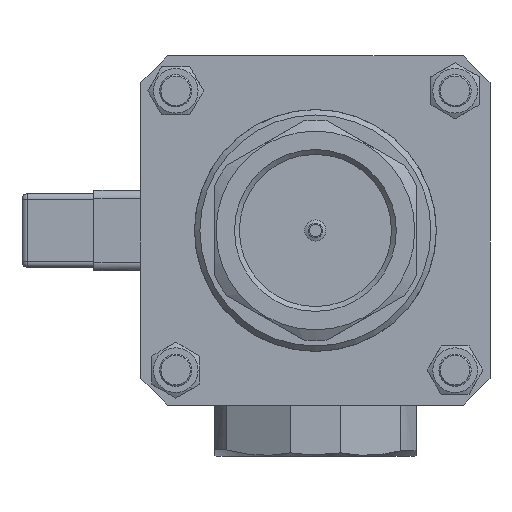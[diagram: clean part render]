
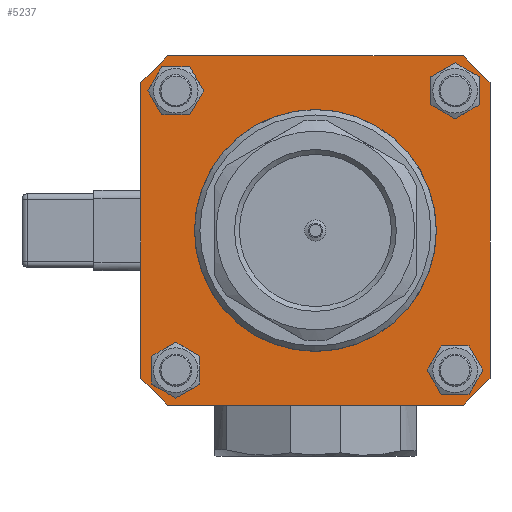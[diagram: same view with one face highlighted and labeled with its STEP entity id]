
A CAD part, front view. The second image highlights one B-rep face of the part: STEP entity #5237.
In plain terms, the highlighted planar face has unit normal (0, -1, 0).
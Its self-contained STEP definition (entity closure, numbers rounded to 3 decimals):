
#234=FACE_BOUND('',#1715,.T.);
#235=FACE_BOUND('',#1716,.T.);
#236=FACE_BOUND('',#1717,.T.);
#237=FACE_BOUND('',#1718,.T.);
#238=FACE_BOUND('',#1719,.T.);
#492=LINE('',#8453,#848);
#493=LINE('',#8455,#849);
#494=LINE('',#8457,#850);
#495=LINE('',#8459,#851);
#496=LINE('',#8461,#852);
#497=LINE('',#8463,#853);
#498=LINE('',#8465,#854);
#499=LINE('',#8466,#855);
#848=VECTOR('',#6536,110.);
#849=VECTOR('',#6537,14.142);
#850=VECTOR('',#6538,110.);
#851=VECTOR('',#6539,14.142);
#852=VECTOR('',#6540,110.);
#853=VECTOR('',#6541,14.142);
#854=VECTOR('',#6542,110.);
#855=VECTOR('',#6543,14.142);
#1300=FACE_OUTER_BOUND('',#1714,.T.);
#1714=EDGE_LOOP('',(#3899,#3900,#3901,#3902,#3903,#3904,#3905,#3906));
#1715=EDGE_LOOP('',(#3907));
#1716=EDGE_LOOP('',(#3908));
#1717=EDGE_LOOP('',(#3909));
#1718=EDGE_LOOP('',(#3910));
#1719=EDGE_LOOP('',(#3911));
#2072=CIRCLE('',#5597,8.3);
#2075=CIRCLE('',#5610,8.3);
#2078=CIRCLE('',#5623,8.3);
#2084=CIRCLE('',#5640,8.3);
#2096=CIRCLE('',#5670,45.05);
#2352=VERTEX_POINT('',#8118);
#2367=VERTEX_POINT('',#8188);
#2382=VERTEX_POINT('',#8258);
#2400=VERTEX_POINT('',#8335);
#2424=VERTEX_POINT('',#8431);
#2433=VERTEX_POINT('',#8451);
#2434=VERTEX_POINT('',#8452);
#2435=VERTEX_POINT('',#8454);
#2436=VERTEX_POINT('',#8456);
#2437=VERTEX_POINT('',#8458);
#2438=VERTEX_POINT('',#8460);
#2439=VERTEX_POINT('',#8462);
#2440=VERTEX_POINT('',#8464);
#2882=EDGE_CURVE('',#2352,#2352,#2072,.T.);
#2903=EDGE_CURVE('',#2367,#2367,#2075,.T.);
#2924=EDGE_CURVE('',#2382,#2382,#2078,.T.);
#2948=EDGE_CURVE('',#2400,#2400,#2084,.T.);
#2978=EDGE_CURVE('',#2424,#2424,#2096,.T.);
#2987=EDGE_CURVE('',#2433,#2434,#492,.T.);
#2988=EDGE_CURVE('',#2433,#2435,#493,.T.);
#2989=EDGE_CURVE('',#2436,#2435,#494,.T.);
#2990=EDGE_CURVE('',#2436,#2437,#495,.T.);
#2991=EDGE_CURVE('',#2438,#2437,#496,.T.);
#2992=EDGE_CURVE('',#2438,#2439,#497,.T.);
#2993=EDGE_CURVE('',#2440,#2439,#498,.T.);
#2994=EDGE_CURVE('',#2440,#2434,#499,.T.);
#3899=ORIENTED_EDGE('',*,*,#2987,.F.);
#3900=ORIENTED_EDGE('',*,*,#2988,.T.);
#3901=ORIENTED_EDGE('',*,*,#2989,.F.);
#3902=ORIENTED_EDGE('',*,*,#2990,.T.);
#3903=ORIENTED_EDGE('',*,*,#2991,.F.);
#3904=ORIENTED_EDGE('',*,*,#2992,.T.);
#3905=ORIENTED_EDGE('',*,*,#2993,.F.);
#3906=ORIENTED_EDGE('',*,*,#2994,.T.);
#3907=ORIENTED_EDGE('',*,*,#2978,.T.);
#3908=ORIENTED_EDGE('',*,*,#2882,.T.);
#3909=ORIENTED_EDGE('',*,*,#2903,.T.);
#3910=ORIENTED_EDGE('',*,*,#2924,.T.);
#3911=ORIENTED_EDGE('',*,*,#2948,.T.);
#5004=PLANE('',#5672);
#5237=ADVANCED_FACE('',(#1300,#234,#235,#236,#237,#238),#5004,.F.);
#5597=AXIS2_PLACEMENT_3D('',#8119,#6352,#6353);
#5610=AXIS2_PLACEMENT_3D('',#8189,#6384,#6385);
#5623=AXIS2_PLACEMENT_3D('',#8259,#6416,#6417);
#5640=AXIS2_PLACEMENT_3D('',#8336,#6456,#6457);
#5670=AXIS2_PLACEMENT_3D('',#8432,#6522,#6523);
#5672=AXIS2_PLACEMENT_3D('',#8450,#6534,#6535);
#6352=DIRECTION('center_axis',(0.,1.,0.));
#6353=DIRECTION('ref_axis',(1.,0.,0.));
#6384=DIRECTION('center_axis',(0.,1.,0.));
#6385=DIRECTION('ref_axis',(0.,0.,
1.));
#6416=DIRECTION('center_axis',(0.,1.,0.));
#6417=DIRECTION('ref_axis',(-1.,0.,0.));
#6456=DIRECTION('center_axis',(0.,1.,0.));
#6457=DIRECTION('ref_axis',(0.,0.,
-1.));
#6522=DIRECTION('center_axis',(0.,1.,0.));
#6523=DIRECTION('ref_axis',(-1.,0.,0.));
#6534=DIRECTION('center_axis',(0.,1.,0.));
#6535=DIRECTION('ref_axis',(-1.,0.,0.));
#6536=DIRECTION('',(-1.,0.,0.));
#6537=DIRECTION('',(0.707,0.,0.707));
#6538=DIRECTION('',(0.,0.,-1.));
#6539=DIRECTION('',(-0.707,0.,0.707));
#6540=DIRECTION('',(1.,0.,0.));
#6541=DIRECTION('',(-0.707,0.,-0.707));
#6542=DIRECTION('',(0.,0.,1.));
#6543=DIRECTION('',(0.707,0.,-0.707));
#8118=CARTESIAN_POINT('',(60.3,-15.5,-52.));
#8119=CARTESIAN_POINT('Origin',(52.,-15.5,-52.));
#8188=CARTESIAN_POINT('',(52.,-15.5,60.3));
#8189=CARTESIAN_POINT('Origin',(52.,-15.5,52.));
#8258=CARTESIAN_POINT('',(-60.3,-15.5,52.));
#8259=CARTESIAN_POINT('Origin',(-52.,-15.5,52.));
#8335=CARTESIAN_POINT('',(-52.,-15.5,-60.3));
#8336=CARTESIAN_POINT('Origin',(-52.,-15.5,-52.));
#8431=CARTESIAN_POINT('',(45.05,-15.5,0.));
#8432=CARTESIAN_POINT('Origin',(0.,-15.5,0.));
#8450=CARTESIAN_POINT('Origin',(-65.,-15.5,-65.));
#8451=CARTESIAN_POINT('',(55.,-15.5,-65.));
#8452=CARTESIAN_POINT('',(-55.,-15.5,-65.));
#8453=CARTESIAN_POINT('',(65.,-15.5,-65.));
#8454=CARTESIAN_POINT('',(65.,-15.5,-55.));
#8455=CARTESIAN_POINT('',(55.,-15.5,-65.));
#8456=CARTESIAN_POINT('',(65.,-15.5,55.));
#8457=CARTESIAN_POINT('',(65.,-15.5,-65.));
#8458=CARTESIAN_POINT('',(55.,-15.5,65.));
#8459=CARTESIAN_POINT('',(65.,-15.5,55.));
#8460=CARTESIAN_POINT('',(-55.,-15.5,65.));
#8461=CARTESIAN_POINT('',(65.,-15.5,65.));
#8462=CARTESIAN_POINT('',(-65.,-15.5,55.));
#8463=CARTESIAN_POINT('',(-55.,-15.5,65.));
#8464=CARTESIAN_POINT('',(-65.,-15.5,-55.));
#8465=CARTESIAN_POINT('',(-65.,-15.5,-65.));
#8466=CARTESIAN_POINT('',(-65.,-15.5,-55.));
